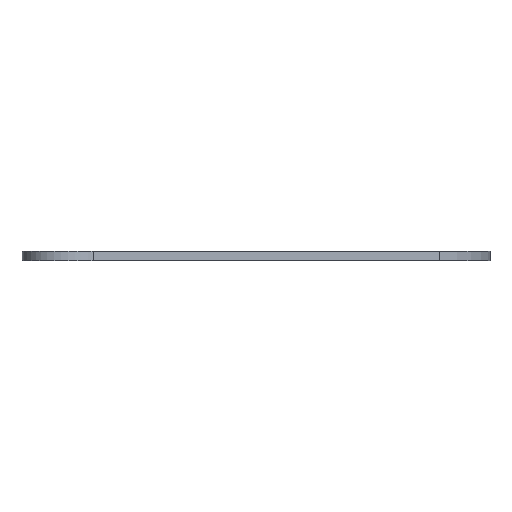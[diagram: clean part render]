
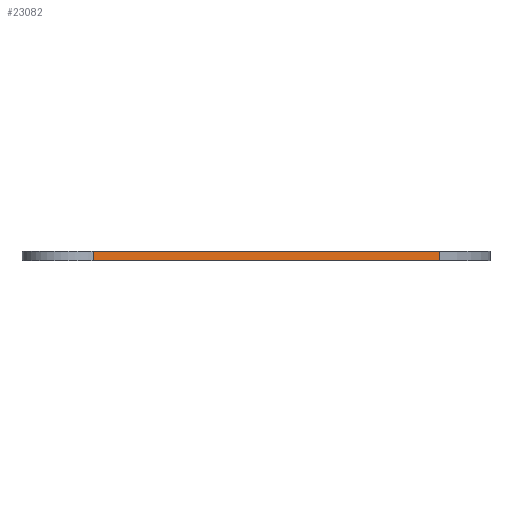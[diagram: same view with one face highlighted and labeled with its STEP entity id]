
A CAD part, left-side view. The second image highlights one B-rep face of the part: STEP entity #23082.
In plain terms, the highlighted planar face has unit normal (-0.74, -0.672, 0).
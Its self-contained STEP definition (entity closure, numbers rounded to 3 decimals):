
#3180=FACE_OUTER_BOUND('',#4298,.T.);
#4298=EDGE_LOOP('',(#19155,#19156,#19157,#19158));
#6896=LINE('',#38706,#9124);
#6897=LINE('',#38709,#9125);
#6898=LINE('',#38711,#9126);
#6899=LINE('',#38712,#9127);
#9124=VECTOR('',#32004,10.);
#9125=VECTOR('',#32007,10.);
#9126=VECTOR('',#32008,10.);
#9127=VECTOR('',#32009,10.);
#11355=VERTEX_POINT('',#38699);
#11358=VERTEX_POINT('',#38704);
#11359=VERTEX_POINT('',#38708);
#11360=VERTEX_POINT('',#38710);
#14698=EDGE_CURVE('',#11355,#11358,#6896,.T.);
#14699=EDGE_CURVE('',#11355,#11359,#6897,.T.);
#14700=EDGE_CURVE('',#11360,#11358,#6898,.T.);
#14701=EDGE_CURVE('',#11359,#11360,#6899,.T.);
#19155=ORIENTED_EDGE('',*,*,#14699,.F.);
#19156=ORIENTED_EDGE('',*,*,#14698,.T.);
#19157=ORIENTED_EDGE('',*,*,#14700,.F.);
#19158=ORIENTED_EDGE('',*,*,#14701,.F.);
#21967=PLANE('',#25328);
#23082=ADVANCED_FACE('',(#3180),#21967,.T.);
#25328=AXIS2_PLACEMENT_3D('',#38707,#32005,#32006);
#32004=DIRECTION('',(0.,0.,1.));
#32005=DIRECTION('center_axis',(-0.74,-0.672,0.));
#32006=DIRECTION('ref_axis',(0.672,-0.74,0.));
#32007=DIRECTION('',(-0.672,0.74,0.));
#32008=DIRECTION('',(0.672,-0.74,0.));
#32009=DIRECTION('',(0.,0.,1.));
#38699=CARTESIAN_POINT('',(-39.31,-61.522,0.));
#38704=CARTESIAN_POINT('',(-39.31,-61.522,1.588));
#38706=CARTESIAN_POINT('',(-39.31,-61.522,0.));
#38707=CARTESIAN_POINT('Origin',(-90.897,-4.695,0.));
#38708=CARTESIAN_POINT('',(-90.897,-4.695,0.));
#38709=CARTESIAN_POINT('',(-39.31,-61.522,0.));
#38710=CARTESIAN_POINT('',(-90.897,-4.695,1.588));
#38711=CARTESIAN_POINT('',(-39.31,-61.522,1.588));
#38712=CARTESIAN_POINT('',(-90.897,-4.695,0.));
